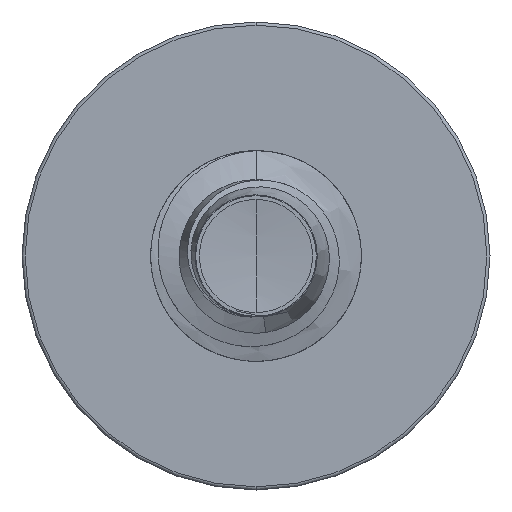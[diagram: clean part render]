
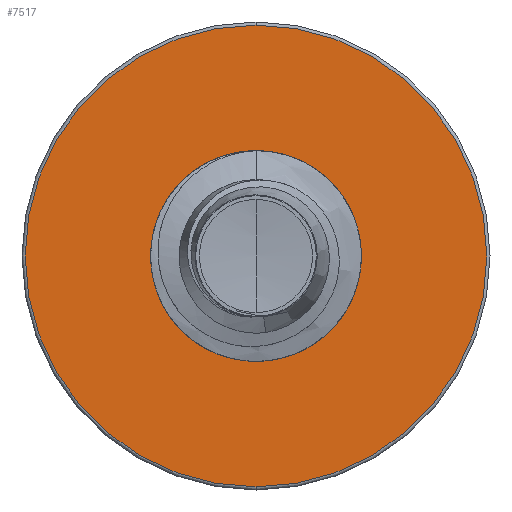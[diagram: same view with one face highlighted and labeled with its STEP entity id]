
A CAD part, front view. The second image highlights one B-rep face of the part: STEP entity #7517.
In plain terms, the highlighted planar face has unit normal (0, -1, 0).
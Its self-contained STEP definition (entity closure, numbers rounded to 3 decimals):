
#22 = ORIENTED_EDGE ( 'NONE', *, *, #8883, .T. ) ;
#145 = VERTEX_POINT ( 'NONE', #11366 ) ;
#505 = VERTEX_POINT ( 'NONE', #2109 ) ;
#646 = EDGE_LOOP ( 'NONE', ( #2435, #22 ) ) ;
#909 = AXIS2_PLACEMENT_3D ( 'NONE', #12649, #5660, #13817 ) ;
#1448 = CARTESIAN_POINT ( 'NONE',  ( 0., 6.5, -0.866 ) ) ;
#2063 = CARTESIAN_POINT ( 'NONE',  ( 0., 6.5, 0. ) ) ;
#2109 = CARTESIAN_POINT ( 'NONE',  ( 0., 6.5, 1.973 ) ) ;
#2240 = EDGE_CURVE ( 'NONE', #145, #11636, #14455, .T. ) ;
#2257 = AXIS2_PLACEMENT_3D ( 'NONE', #2063, #10217, #3230 ) ;
#2435 = ORIENTED_EDGE ( 'NONE', *, *, #2240, .T. ) ;
#3230 = DIRECTION ( 'NONE',  ( 0., 0., 1. ) ) ;
#3374 = CARTESIAN_POINT ( 'NONE',  ( 0., 6.5, 0. ) ) ;
#3553 = CARTESIAN_POINT ( 'NONE',  ( 0., 6.5, -1.973 ) ) ;
#4546 = DIRECTION ( 'NONE',  ( 0., 0., 1. ) ) ;
#4948 = DIRECTION ( 'NONE',  ( 0., 1., 0. ) ) ;
#5462 = CIRCLE ( 'NONE', #8418, 0.866 ) ;
#5660 = DIRECTION ( 'NONE',  ( 0., 1., 0. ) ) ;
#6139 = DIRECTION ( 'NONE',  ( 0., 1., 0. ) ) ;
#6729 = EDGE_CURVE ( 'NONE', #505, #11037, #12218, .T. ) ;
#7517 = ADVANCED_FACE ( 'NONE', ( #14226, #14582 ), #11945, .F. ) ;
#7611 = ORIENTED_EDGE ( 'NONE', *, *, #9579, .F. ) ;
#7810 = ORIENTED_EDGE ( 'NONE', *, *, #6729, .F. ) ;
#8418 = AXIS2_PLACEMENT_3D ( 'NONE', #3374, #11526, #4546 ) ;
#8883 = EDGE_CURVE ( 'NONE', #11636, #145, #5462, .T. ) ;
#9458 = AXIS2_PLACEMENT_3D ( 'NONE', #13138, #6139, #14310 ) ;
#9502 = AXIS2_PLACEMENT_3D ( 'NONE', #1448, #4948, #13111 ) ;
#9579 = EDGE_CURVE ( 'NONE', #11037, #505, #13305, .T. ) ;
#9915 = EDGE_LOOP ( 'NONE', ( #7810, #7611 ) ) ;
#10217 = DIRECTION ( 'NONE',  ( 0., 1., 0. ) ) ;
#11037 = VERTEX_POINT ( 'NONE', #3553 ) ;
#11366 = CARTESIAN_POINT ( 'NONE',  ( 0., 6.5, 0.866 ) ) ;
#11526 = DIRECTION ( 'NONE',  ( 0., 1., 0. ) ) ;
#11636 = VERTEX_POINT ( 'NONE', #13520 ) ;
#11945 = PLANE ( 'NONE',  #9502 ) ;
#12218 = CIRCLE ( 'NONE', #909, 1.973 ) ;
#12649 = CARTESIAN_POINT ( 'NONE',  ( 0., 6.5, 0. ) ) ;
#13111 = DIRECTION ( 'NONE',  ( 0., 0., 1. ) ) ;
#13138 = CARTESIAN_POINT ( 'NONE',  ( 0., 6.5, 0. ) ) ;
#13305 = CIRCLE ( 'NONE', #9458, 1.973 ) ;
#13520 = CARTESIAN_POINT ( 'NONE',  ( 0., 6.5, -0.866 ) ) ;
#13817 = DIRECTION ( 'NONE',  ( 0., 0., 1. ) ) ;
#14226 = FACE_OUTER_BOUND ( 'NONE', #9915, .T. ) ;
#14310 = DIRECTION ( 'NONE',  ( 0., 0., 1. ) ) ;
#14455 = CIRCLE ( 'NONE', #2257, 0.866 ) ;
#14582 = FACE_BOUND ( 'NONE', #646, .T. ) ;
